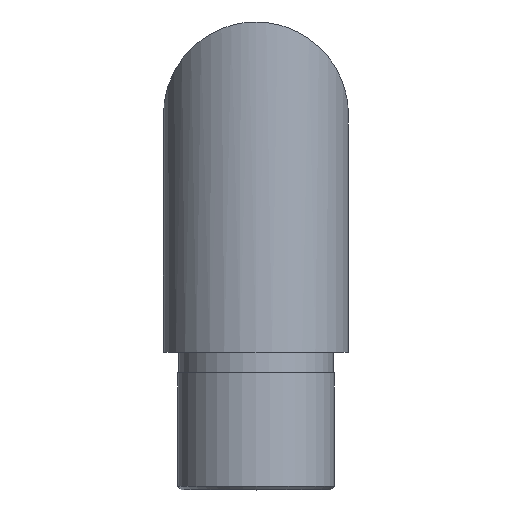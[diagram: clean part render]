
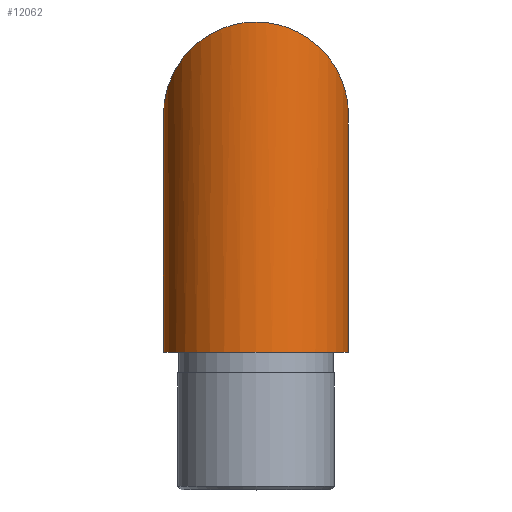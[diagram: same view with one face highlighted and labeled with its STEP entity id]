
A CAD part, top view. The second image highlights one B-rep face of the part: STEP entity #12062.
In plain terms, the highlighted cylindrical face has radius 13.45 mm (diameter 26.9 mm), a full revolution.
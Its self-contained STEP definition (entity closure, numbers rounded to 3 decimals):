
#244 = CARTESIAN_POINT ( 'NONE',  ( 0., 0., 0. ) ) ;
#655 = DIRECTION ( 'NONE',  ( 0., -1., 0. ) ) ;
#668 = CARTESIAN_POINT ( 'NONE',  ( 0., 21.1, -13.45 ) ) ;
#914 = EDGE_CURVE ( 'NONE', #4064, #4064, #2283, .T. ) ;
#947 = AXIS2_PLACEMENT_3D ( 'NONE', #244, #10548, #4923 ) ;
#1552 = CARTESIAN_POINT ( 'NONE',  ( 0., 72.592, 0. ) ) ;
#1655 = CARTESIAN_POINT ( 'NONE',  ( 26.9, 48., 13.45 ) ) ;
#2253 = ORIENTED_EDGE ( 'NONE', *, *, #914, .F. ) ;
#2283 =( BOUNDED_CURVE ( )  B_SPLINE_CURVE ( 3, ( #6261, #3519, #7236, #7273, #1655, #6303, #668 ),
 .UNSPECIFIED., .T., .F. ) 
 B_SPLINE_CURVE_WITH_KNOTS ( ( 4, 3, 4 ),
 ( 0., 3.142, 6.283 ),
 .UNSPECIFIED. ) 
 CURVE ( )  GEOMETRIC_REPRESENTATION_ITEM ( )  RATIONAL_B_SPLINE_CURVE ( ( 1., 0.333, 0.333, 1., 0.333, 0.333, 1. ) ) 
 REPRESENTATION_ITEM ( '' )  );
#2358 = ORIENTED_EDGE ( 'NONE', *, *, #5062, .T. ) ;
#2430 = CIRCLE ( 'NONE', #947, 13.45 ) ;
#3519 = CARTESIAN_POINT ( 'NONE',  ( -26.9, 21.1, -13.45 ) ) ;
#4064 = VERTEX_POINT ( 'NONE', #8357 ) ;
#4354 = FACE_OUTER_BOUND ( 'NONE', #9258, .T. ) ;
#4923 = DIRECTION ( 'NONE',  ( 0., 0., 1. ) ) ;
#5062 = EDGE_CURVE ( 'NONE', #9586, #9586, #2430, .T. ) ;
#5521 = CYLINDRICAL_SURFACE ( 'NONE', #9804, 13.45 ) ;
#6261 = CARTESIAN_POINT ( 'NONE',  ( 0., 21.1, -13.45 ) ) ;
#6303 = CARTESIAN_POINT ( 'NONE',  ( 26.9, 21.1, -13.45 ) ) ;
#7236 = CARTESIAN_POINT ( 'NONE',  ( -26.9, 48., 13.45 ) ) ;
#7273 = CARTESIAN_POINT ( 'NONE',  ( 0., 48., 13.45 ) ) ;
#8156 = FACE_OUTER_BOUND ( 'NONE', #10736, .T. ) ;
#8357 = CARTESIAN_POINT ( 'NONE',  ( 0., 21.1, -13.45 ) ) ;
#8587 = CARTESIAN_POINT ( 'NONE',  ( 0., 0., 13.45 ) ) ;
#9258 = EDGE_LOOP ( 'NONE', ( #2253 ) ) ;
#9586 = VERTEX_POINT ( 'NONE', #8587 ) ;
#9804 = AXIS2_PLACEMENT_3D ( 'NONE', #1552, #655, #11868 ) ;
#10548 = DIRECTION ( 'NONE',  ( 0., 1., 0. ) ) ;
#10736 = EDGE_LOOP ( 'NONE', ( #2358 ) ) ;
#11868 = DIRECTION ( 'NONE',  ( 0., 0., -1. ) ) ;
#12062 = ADVANCED_FACE ( 'NONE', ( #8156, #4354 ), #5521, .T. ) ;
